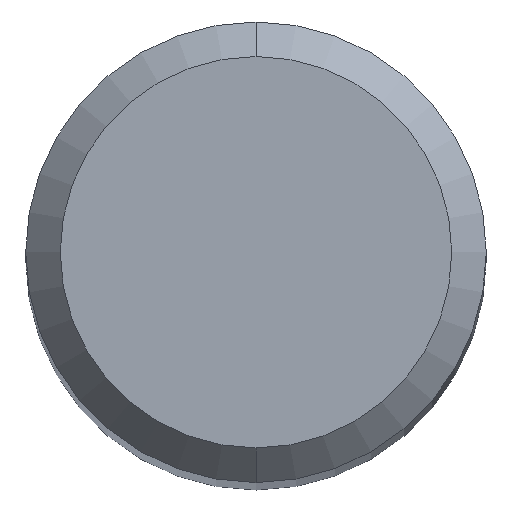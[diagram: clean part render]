
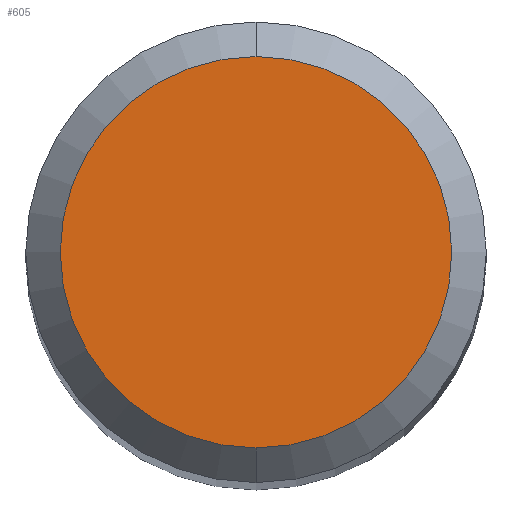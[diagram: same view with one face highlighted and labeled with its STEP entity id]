
A CAD part, top view. The second image highlights one B-rep face of the part: STEP entity #605.
In plain terms, the highlighted planar face has unit normal (0, 0, 1).
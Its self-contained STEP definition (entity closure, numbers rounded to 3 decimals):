
#439=EDGE_CURVE('',#747,#655,#1130,.T.);
#605=ADVANCED_FACE('',(#1311),#1312,.T.);
#655=VERTEX_POINT('',#1367);
#685=EDGE_CURVE('',#655,#747,#1397,.T.);
#747=VERTEX_POINT('',#1465);
#1130=CIRCLE('',#2118,1.7);
#1311=FACE_OUTER_BOUND('',#2790,.T.);
#1312=PLANE('',#2791);
#1367=CARTESIAN_POINT('',(0.0,1.7,0.0));
#1397=CIRCLE('',#3037,1.7);
#1465=CARTESIAN_POINT('',(0.,-1.7,0.0));
#2118=AXIS2_PLACEMENT_3D('',#4386,#4387,#4388);
#2790=EDGE_LOOP('',(#4581,#4582));
#2791=AXIS2_PLACEMENT_3D('',#4583,#4584,#4585);
#3037=AXIS2_PLACEMENT_3D('',#4668,#4669,#4670);
#4386=CARTESIAN_POINT('',(0.0,0.0,0.0));
#4387=DIRECTION('',(0.0,0.0,-1.0));
#4388=DIRECTION('',(0.0,1.0,0.0));
#4581=ORIENTED_EDGE('',*,*,#685,.F.);
#4582=ORIENTED_EDGE('',*,*,#439,.F.);
#4583=CARTESIAN_POINT('',(0.0,0.85,0.0));
#4584=DIRECTION('',(-0.0,0.0,1.0));
#4585=DIRECTION('',(0.0,-1.0,0.0));
#4668=CARTESIAN_POINT('',(0.0,0.0,0.0));
#4669=DIRECTION('',(0.0,0.0,-1.0));
#4670=DIRECTION('',(0.0,1.0,0.0));
